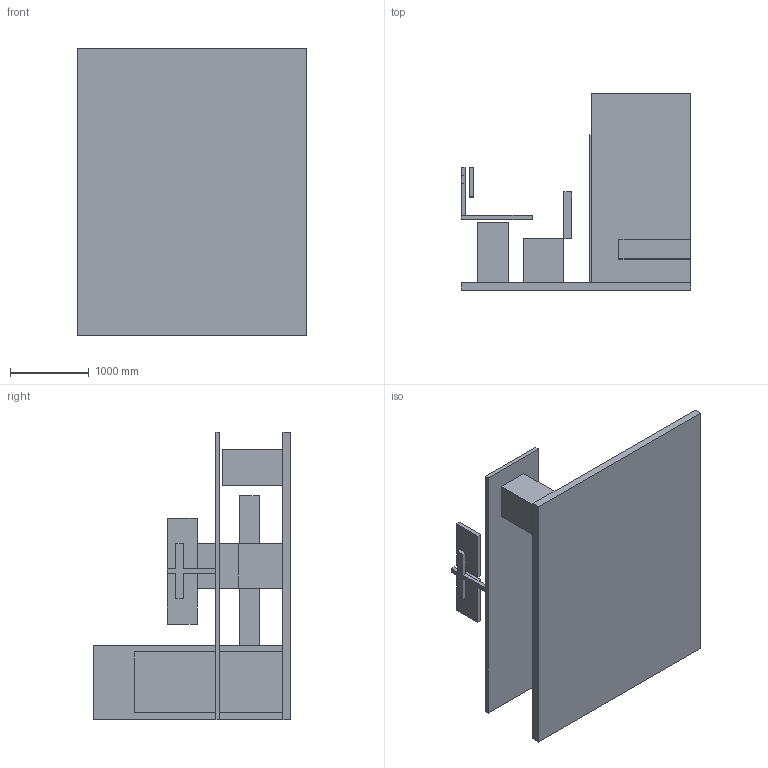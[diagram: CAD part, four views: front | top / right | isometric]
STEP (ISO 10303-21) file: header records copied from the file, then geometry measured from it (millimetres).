
FILE_DESCRIPTION(/* description */ (''),/* implementation_level */ '2;1');
FILE_NAME(/* name */ 'Untitled v31.stp',/* time_stamp */ '2021-10-12T21:23:18+01:00',/* author */ (''),/* organization */ (''),/* preprocessor_version */ 'ST-DEVELOPER v18.1',/* originating_system */ 'Autodesk Translation Framework v10.10.0.1391',/* authorisation */ '');
FILE_SCHEMA (('AUTOMOTIVE_DESIGN { 1 0 10303 214 3 1 1 }'));
Length unit declared in the file: metre
Products named in the file (10): Untitled; walls; door; newroom; desk 1; bed (2); Component17; chair; lcd; AC
Assembly tree (9 placements, depth 3):
  Untitled
    walls
      door
    newroom
      desk 1
      bed (2)
      Component17
      chair
      lcd
      AC
Bounding box: 2909.16 x 2505 x 3651 mm (x, y, z)
Volume: 4940415224.9 mm3; surface area: 54005622.8 mm2
Topology: 10 solids, 10 shells, 71 faces, 153 edges, 102 vertices
Faces by surface type: plane 71
Entity records: 2190 total; most frequent: CARTESIAN_POINT 345, DIRECTION 333, ORIENTED_EDGE 306, LINE 153, VECTOR 153, EDGE_CURVE 153, VERTEX_POINT 102, AXIS2_PLACEMENT_3D 90
